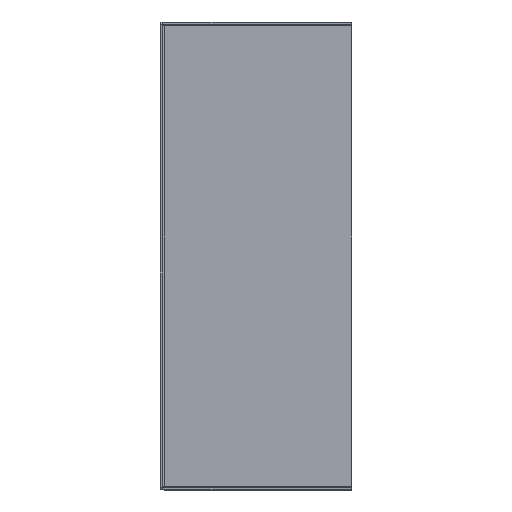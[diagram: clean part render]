
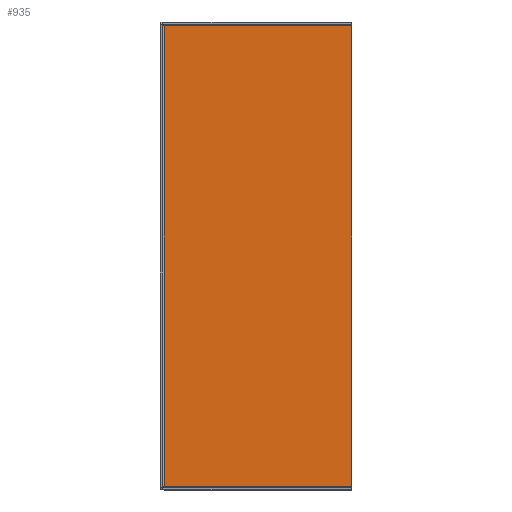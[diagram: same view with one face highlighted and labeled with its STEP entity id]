
A CAD part, top view. The second image highlights one B-rep face of the part: STEP entity #935.
In plain terms, the highlighted planar face has unit normal (0, 0, 1).
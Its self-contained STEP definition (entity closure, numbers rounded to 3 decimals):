
#44 = DIRECTION ( 'NONE',  ( -1., 0., 0. ) ) ;
#55 = DIRECTION ( 'NONE',  ( -1., 0., 0. ) ) ;
#81 = CARTESIAN_POINT ( 'NONE',  ( -34.4, -86.2, 0.8 ) ) ;
#87 = DIRECTION ( 'NONE',  ( 0., 0., 1. ) ) ;
#97 = ORIENTED_EDGE ( 'NONE', *, *, #514, .T. ) ;
#129 = ORIENTED_EDGE ( 'NONE', *, *, #309, .T. ) ;
#188 = CARTESIAN_POINT ( 'NONE',  ( -34.4, 87.6, 0.8 ) ) ;
#259 = DIRECTION ( 'NONE',  ( 0., -1., 0. ) ) ;
#272 = LINE ( 'NONE', #609, #1086 ) ;
#309 = EDGE_CURVE ( 'NONE', #882, #606, #816, .T. ) ;
#395 = VERTEX_POINT ( 'NONE', #81 ) ;
#400 = CARTESIAN_POINT ( 'NONE',  ( 35.8, 87.6, 0.8 ) ) ;
#414 = CARTESIAN_POINT ( 'NONE',  ( 911.8, 86.2, 0.8 ) ) ;
#424 = EDGE_CURVE ( 'NONE', #1031, #395, #1089, .T. ) ;
#451 = DIRECTION ( 'NONE',  ( 1., 0., 0. ) ) ;
#514 = EDGE_CURVE ( 'NONE', #606, #1031, #800, .T. ) ;
#600 = AXIS2_PLACEMENT_3D ( 'NONE', #903, #87, #451 ) ;
#606 = VERTEX_POINT ( 'NONE', #806 ) ;
#609 = CARTESIAN_POINT ( 'NONE',  ( 911.8, -86.2, 0.8 ) ) ;
#634 = FACE_OUTER_BOUND ( 'NONE', #861, .T. ) ;
#693 = EDGE_CURVE ( 'NONE', #882, #395, #272, .T. ) ;
#696 = DIRECTION ( 'NONE',  ( 0., 1., 0. ) ) ;
#706 = VECTOR ( 'NONE', #55, 1000. ) ;
#791 = VECTOR ( 'NONE', #696, 1000. ) ;
#800 = LINE ( 'NONE', #414, #706 ) ;
#806 = CARTESIAN_POINT ( 'NONE',  ( 35.8, 86.2, 0.8 ) ) ;
#816 = LINE ( 'NONE', #400, #791 ) ;
#861 = EDGE_LOOP ( 'NONE', ( #1021, #975, #129, #97 ) ) ;
#879 = VECTOR ( 'NONE', #259, 1000. ) ;
#882 = VERTEX_POINT ( 'NONE', #976 ) ;
#903 = CARTESIAN_POINT ( 'NONE',  ( -35.8, -87.6, 0.8 ) ) ;
#935 = ADVANCED_FACE ( 'NONE', ( #634 ), #981, .T. ) ;
#975 = ORIENTED_EDGE ( 'NONE', *, *, #693, .F. ) ;
#976 = CARTESIAN_POINT ( 'NONE',  ( 35.8, -86.2, 0.8 ) ) ;
#981 = PLANE ( 'NONE',  #600 ) ;
#986 = CARTESIAN_POINT ( 'NONE',  ( -34.4, 86.2, 0.8 ) ) ;
#1021 = ORIENTED_EDGE ( 'NONE', *, *, #424, .T. ) ;
#1031 = VERTEX_POINT ( 'NONE', #986 ) ;
#1086 = VECTOR ( 'NONE', #44, 1000. ) ;
#1089 = LINE ( 'NONE', #188, #879 ) ;
